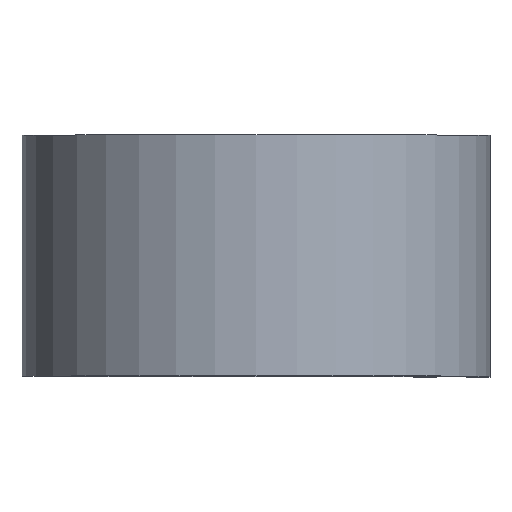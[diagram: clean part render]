
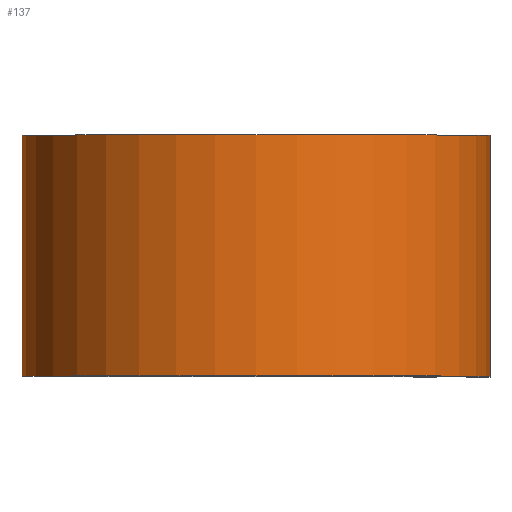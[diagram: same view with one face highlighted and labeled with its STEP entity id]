
A CAD part, top view. The second image highlights one B-rep face of the part: STEP entity #137.
In plain terms, the highlighted cylindrical face has radius 12.332 mm (diameter 24.663 mm), a partial arc.
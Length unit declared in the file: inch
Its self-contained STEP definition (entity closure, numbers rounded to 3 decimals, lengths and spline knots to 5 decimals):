
#38 = CARTESIAN_POINT ( 'NONE',  ( 0., 0.25, -0.4855 ) ) ;
#80 = ORIENTED_EDGE ( 'NONE', *, *, #482, .T. ) ;
#82 = DIRECTION ( 'NONE',  ( 0., -1., 0. ) ) ;
#109 = ORIENTED_EDGE ( 'NONE', *, *, #143, .T. ) ;
#119 = CARTESIAN_POINT ( 'NONE',  ( 0., 0.25, -0.4855 ) ) ;
#137 = ADVANCED_FACE ( 'NONE', ( #581 ), #219, .T. ) ;
#139 = DIRECTION ( 'NONE',  ( 0., -1., 0. ) ) ;
#143 = EDGE_CURVE ( 'NONE', #719, #430, #632, .T. ) ;
#150 = VECTOR ( 'NONE', #82, 39.37008 ) ;
#194 = CARTESIAN_POINT ( 'NONE',  ( 0.4855, 0.25, 0. ) ) ;
#219 = CYLINDRICAL_SURFACE ( 'NONE', #524, 0.4855 ) ;
#230 = CARTESIAN_POINT ( 'NONE',  ( 0.4855, -0.25, 0. ) ) ;
#265 = VERTEX_POINT ( 'NONE', #194 ) ;
#266 = DIRECTION ( 'NONE',  ( 0., -1., 0. ) ) ;
#278 = ORIENTED_EDGE ( 'NONE', *, *, #306, .F. ) ;
#301 = LINE ( 'NONE', #616, #315 ) ;
#306 = EDGE_CURVE ( 'NONE', #486, #265, #389, .T. ) ;
#315 = VECTOR ( 'NONE', #266, 39.37008 ) ;
#389 = CIRCLE ( 'NONE', #454, 0.4855 ) ;
#401 = LINE ( 'NONE', #119, #150 ) ;
#430 = VERTEX_POINT ( 'NONE', #230 ) ;
#454 = AXIS2_PLACEMENT_3D ( 'NONE', #706, #713, #715 ) ;
#459 = DIRECTION ( 'NONE',  ( 0., 1., 0. ) ) ;
#482 = EDGE_CURVE ( 'NONE', #486, #719, #401, .T. ) ;
#483 = EDGE_LOOP ( 'NONE', ( #109, #665, #278, #80 ) ) ;
#486 = VERTEX_POINT ( 'NONE', #38 ) ;
#490 = AXIS2_PLACEMENT_3D ( 'NONE', #515, #459, #513 ) ;
#513 = DIRECTION ( 'NONE',  ( 1., 0., 0. ) ) ;
#515 = CARTESIAN_POINT ( 'NONE',  ( 0., -0.25, 0. ) ) ;
#524 = AXIS2_PLACEMENT_3D ( 'NONE', #682, #139, #701 ) ;
#581 = FACE_OUTER_BOUND ( 'NONE', #483, .T. ) ;
#616 = CARTESIAN_POINT ( 'NONE',  ( 0.4855, 0.25, 0. ) ) ;
#625 = CARTESIAN_POINT ( 'NONE',  ( 0., -0.25, -0.4855 ) ) ;
#632 = CIRCLE ( 'NONE', #490, 0.4855 ) ;
#665 = ORIENTED_EDGE ( 'NONE', *, *, #671, .F. ) ;
#671 = EDGE_CURVE ( 'NONE', #265, #430, #301, .T. ) ;
#682 = CARTESIAN_POINT ( 'NONE',  ( 0., 0.25, 0. ) ) ;
#701 = DIRECTION ( 'NONE',  ( 0., 0., -1. ) ) ;
#706 = CARTESIAN_POINT ( 'NONE',  ( 0., 0.25, 0. ) ) ;
#713 = DIRECTION ( 'NONE',  ( 0., 1., 0. ) ) ;
#715 = DIRECTION ( 'NONE',  ( 1., 0., 0. ) ) ;
#719 = VERTEX_POINT ( 'NONE', #625 ) ;
